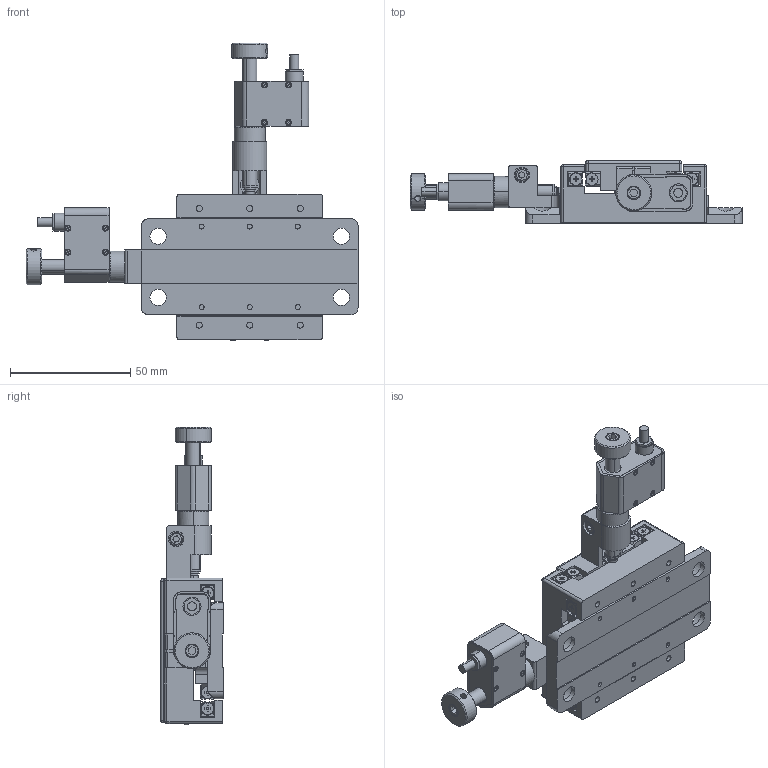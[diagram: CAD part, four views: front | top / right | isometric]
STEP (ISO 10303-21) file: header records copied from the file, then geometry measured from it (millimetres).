
FILE_DESCRIPTION (( 'STEP AP203' ), '1' );
FILE_NAME ('08PLC2-0.5.STEP', '2025-01-10T02:28:21', ( '' ), ( '' ), 'SwSTEP 2.0', 'SolidWorks 2024', '' );
FILE_SCHEMA (( 'CONFIG_CONTROL_DESIGN' ));
Length unit declared in the file: millimetre
Products named in the file (1): 08PLC2-0.5
Bounding box: 138.02 x 26 x 123.82 mm (x, y, z)
Surface area: 55647.2 mm2 (no closed solid volume)
Topology: 0 solids, 95 shells, 1200 faces, 3864 edges, 2623 vertices
Faces by surface type: plane 714, cylinder 278, cone 186, torus 12, sphere 8, bspline 2
Entity records: 47066 total; most frequent: CARTESIAN_POINT 14757, ORIENTED_EDGE 6481, DIRECTION 6106, EDGE_CURVE 3852, VERTEX_POINT 2623, AXIS2_PLACEMENT_3D 2090, LINE 1926, VECTOR 1926
